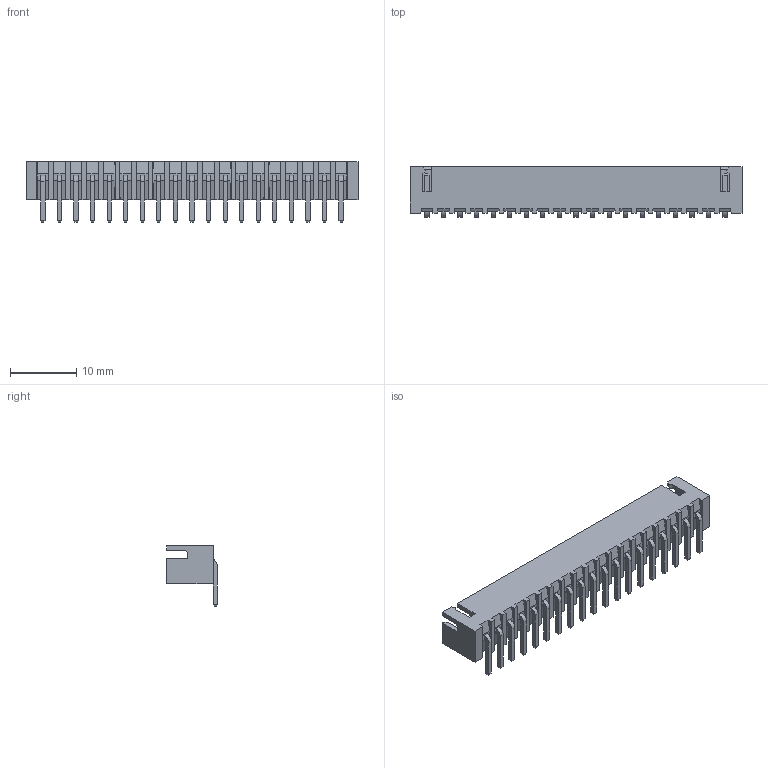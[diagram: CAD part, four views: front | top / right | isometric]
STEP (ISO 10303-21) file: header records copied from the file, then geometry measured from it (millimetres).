
FILE_DESCRIPTION(('STEP AP214'), '1');
FILE_NAME('DS1069', '2019-04-21T13:27:49', ('Nobody'), (''), 'ASCON STEP Converter 1.3', 'ASCON Math Kernel', '');
FILE_SCHEMA(('AUTOMOTIVE_DESIGN { 1 0 10303 214 3 1 1}'));
Length unit declared in the file: millimetre
Assembly tree (20 placements, depth 2):
  (unnamed)
    (unnamed)
    (unnamed)  x19
Bounding box: 50.1 x 7.62 x 9.15 mm (x, y, z)
Volume: 876.7 mm3; surface area: 2592.6 mm2
Topology: 20 solids, 20 shells, 493 faces, 1205 edges, 752 vertices
Faces by surface type: plane 455, cylinder 38
Entity records: 7357 total; most frequent: CARTESIAN_POINT 995, ORIENTED_EDGE 970, DIRECTION 869, EDGE_CURVE 485, LINE 481, VECTOR 481, VERTEX_POINT 320, AXIS2_PLACEMENT_3D 194
